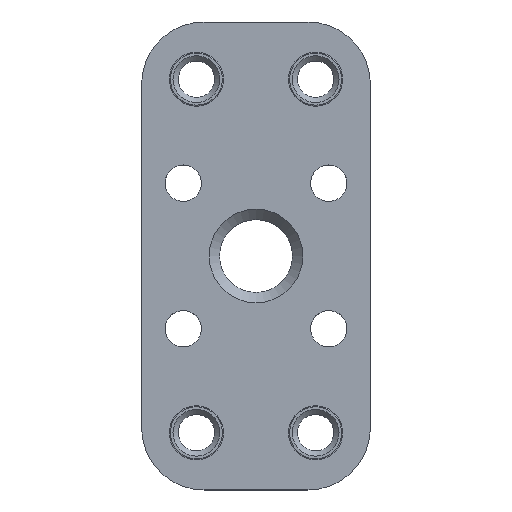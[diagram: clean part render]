
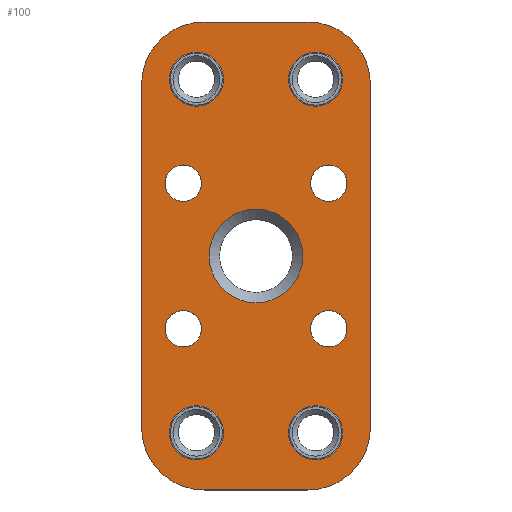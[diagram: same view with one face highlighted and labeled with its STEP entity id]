
A CAD part, top view. The second image highlights one B-rep face of the part: STEP entity #100.
In plain terms, the highlighted planar face has unit normal (0, 0, 1).
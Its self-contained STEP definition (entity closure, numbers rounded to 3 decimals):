
#100=ADVANCED_FACE('',(#243,#244,#245,#246,#247,#248,#249,#250,#251,#252),
#154,.T.);
#154=PLANE('',#894);
#174=LINE('',#1318,#208);
#175=LINE('',#1323,#209);
#176=LINE('',#1327,#210);
#177=LINE('',#1331,#211);
#208=VECTOR('',#1043,1.);
#209=VECTOR('',#1046,1.);
#210=VECTOR('',#1049,1.);
#211=VECTOR('',#1052,1.);
#243=FACE_BOUND('',#325,.T.);
#244=FACE_BOUND('',#326,.T.);
#245=FACE_BOUND('',#327,.T.);
#246=FACE_BOUND('',#328,.T.);
#247=FACE_BOUND('',#329,.T.);
#248=FACE_BOUND('',#330,.T.);
#249=FACE_BOUND('',#331,.T.);
#250=FACE_BOUND('',#332,.T.);
#251=FACE_BOUND('',#333,.T.);
#252=FACE_BOUND('',#334,.T.);
#325=EDGE_LOOP('',(#441));
#326=EDGE_LOOP('',(#442));
#327=EDGE_LOOP('',(#443));
#328=EDGE_LOOP('',(#444));
#329=EDGE_LOOP('',(#445));
#330=EDGE_LOOP('',(#446));
#331=EDGE_LOOP('',(#447));
#332=EDGE_LOOP('',(#448));
#333=EDGE_LOOP('',(#449));
#334=EDGE_LOOP('',(#450,#451,#452,#453,#454,#455,#456,#457));
#441=ORIENTED_EDGE('',*,*,#722,.T.);
#442=ORIENTED_EDGE('',*,*,#723,.T.);
#443=ORIENTED_EDGE('',*,*,#724,.T.);
#444=ORIENTED_EDGE('',*,*,#725,.T.);
#445=ORIENTED_EDGE('',*,*,#726,.T.);
#446=ORIENTED_EDGE('',*,*,#727,.T.);
#447=ORIENTED_EDGE('',*,*,#728,.T.);
#448=ORIENTED_EDGE('',*,*,#729,.T.);
#449=ORIENTED_EDGE('',*,*,#730,.T.);
#450=ORIENTED_EDGE('',*,*,#731,.T.);
#451=ORIENTED_EDGE('',*,*,#732,.T.);
#452=ORIENTED_EDGE('',*,*,#733,.T.);
#453=ORIENTED_EDGE('',*,*,#734,.T.);
#454=ORIENTED_EDGE('',*,*,#735,.T.);
#455=ORIENTED_EDGE('',*,*,#736,.T.);
#456=ORIENTED_EDGE('',*,*,#737,.T.);
#457=ORIENTED_EDGE('',*,*,#738,.T.);
#643=VERTEX_POINT('',#1301);
#644=VERTEX_POINT('',#1303);
#645=VERTEX_POINT('',#1305);
#646=VERTEX_POINT('',#1307);
#647=VERTEX_POINT('',#1309);
#648=VERTEX_POINT('',#1311);
#649=VERTEX_POINT('',#1313);
#650=VERTEX_POINT('',#1315);
#651=VERTEX_POINT('',#1317);
#652=VERTEX_POINT('',#1319);
#653=VERTEX_POINT('',#1320);
#654=VERTEX_POINT('',#1322);
#655=VERTEX_POINT('',#1324);
#656=VERTEX_POINT('',#1326);
#657=VERTEX_POINT('',#1328);
#658=VERTEX_POINT('',#1330);
#659=VERTEX_POINT('',#1332);
#722=EDGE_CURVE('',#643,#643,#815,.T.);
#723=EDGE_CURVE('',#644,#644,#816,.T.);
#724=EDGE_CURVE('',#645,#645,#817,.T.);
#725=EDGE_CURVE('',#646,#646,#818,.T.);
#726=EDGE_CURVE('',#647,#647,#819,.T.);
#727=EDGE_CURVE('',#648,#648,#820,.T.);
#728=EDGE_CURVE('',#649,#649,#821,.T.);
#729=EDGE_CURVE('',#650,#650,#822,.T.);
#730=EDGE_CURVE('',#651,#651,#823,.T.);
#731=EDGE_CURVE('',#652,#653,#174,.T.);
#732=EDGE_CURVE('',#653,#654,#824,.T.);
#733=EDGE_CURVE('',#654,#655,#175,.T.);
#734=EDGE_CURVE('',#655,#656,#825,.T.);
#735=EDGE_CURVE('',#656,#657,#176,.T.);
#736=EDGE_CURVE('',#657,#658,#826,.T.);
#737=EDGE_CURVE('',#658,#659,#177,.T.);
#738=EDGE_CURVE('',#659,#652,#827,.T.);
#815=CIRCLE('',#881,2.6);
#816=CIRCLE('',#882,2.6);
#817=CIRCLE('',#883,2.6);
#818=CIRCLE('',#884,2.6);
#819=CIRCLE('',#885,4.5);
#820=CIRCLE('',#886,1.75);
#821=CIRCLE('',#887,1.75);
#822=CIRCLE('',#888,1.75);
#823=CIRCLE('',#889,1.75);
#824=CIRCLE('',#890,6.);
#825=CIRCLE('',#891,6.);
#826=CIRCLE('',#892,6.);
#827=CIRCLE('',#893,6.);
#881=AXIS2_PLACEMENT_3D('',#1300,#1025,#1026);
#882=AXIS2_PLACEMENT_3D('',#1302,#1027,#1028);
#883=AXIS2_PLACEMENT_3D('',#1304,#1029,#1030);
#884=AXIS2_PLACEMENT_3D('',#1306,#1031,#1032);
#885=AXIS2_PLACEMENT_3D('',#1308,#1033,#1034);
#886=AXIS2_PLACEMENT_3D('',#1310,#1035,#1036);
#887=AXIS2_PLACEMENT_3D('',#1312,#1037,#1038);
#888=AXIS2_PLACEMENT_3D('',#1314,#1039,#1040);
#889=AXIS2_PLACEMENT_3D('',#1316,#1041,#1042);
#890=AXIS2_PLACEMENT_3D('',#1321,#1044,#1045);
#891=AXIS2_PLACEMENT_3D('',#1325,#1047,#1048);
#892=AXIS2_PLACEMENT_3D('',#1329,#1050,#1051);
#893=AXIS2_PLACEMENT_3D('',#1333,#1053,#1054);
#894=AXIS2_PLACEMENT_3D('',#1334,#1055,#1056);
#1025=DIRECTION('',(0.,0.,-1.));
#1026=DIRECTION('',(1.,0.,0.));
#1027=DIRECTION('',(0.,0.,-1.));
#1028=DIRECTION('',(1.,0.,0.));
#1029=DIRECTION('',(0.,0.,-1.));
#1030=DIRECTION('',(1.,0.,0.));
#1031=DIRECTION('',(0.,0.,-1.));
#1032=DIRECTION('',(1.,0.,0.));
#1033=DIRECTION('',(0.,0.,-1.));
#1034=DIRECTION('',(1.,0.,0.));
#1035=DIRECTION('',(0.,0.,-1.));
#1036=DIRECTION('',(1.,0.,0.));
#1037=DIRECTION('',(0.,0.,-1.));
#1038=DIRECTION('',(1.,0.,0.));
#1039=DIRECTION('',(0.,0.,-1.));
#1040=DIRECTION('',(1.,0.,0.));
#1041=DIRECTION('',(0.,0.,-1.));
#1042=DIRECTION('',(1.,0.,0.));
#1043=DIRECTION('',(1.,0.,0.));
#1044=DIRECTION('',(0.,0.,1.));
#1045=DIRECTION('',(1.,0.,0.));
#1046=DIRECTION('',(0.,1.,0.));
#1047=DIRECTION('',(0.,0.,1.));
#1048=DIRECTION('',(1.,0.,0.));
#1049=DIRECTION('',(-1.,0.,0.));
#1050=DIRECTION('',(0.,0.,1.));
#1051=DIRECTION('',(1.,0.,0.));
#1052=DIRECTION('',(0.,-1.,0.));
#1053=DIRECTION('',(0.,0.,1.));
#1054=DIRECTION('',(1.,0.,0.));
#1055=DIRECTION('',(0.,0.,1.));
#1056=DIRECTION('',(1.,0.,0.));
#1300=CARTESIAN_POINT('',(5.733,17.,-23.5));
#1301=CARTESIAN_POINT('',(8.333,17.,-23.5));
#1302=CARTESIAN_POINT('',(-5.733,17.,-23.5));
#1303=CARTESIAN_POINT('',(-3.133,17.,-23.5));
#1304=CARTESIAN_POINT('',(5.733,-17.,-23.5));
#1305=CARTESIAN_POINT('',(8.333,-17.,-23.5));
#1306=CARTESIAN_POINT('',(-5.733,-17.,-23.5));
#1307=CARTESIAN_POINT('',(-3.133,-17.,-23.5));
#1308=CARTESIAN_POINT('',(0.,0.,-23.5));
#1309=CARTESIAN_POINT('',(4.5,0.,-23.5));
#1310=CARTESIAN_POINT('',(7.,7.,-23.5));
#1311=CARTESIAN_POINT('',(8.75,7.,-23.5));
#1312=CARTESIAN_POINT('',(-7.,7.,-23.5));
#1313=CARTESIAN_POINT('',(-5.25,7.,-23.5));
#1314=CARTESIAN_POINT('',(-7.,-7.,-23.5));
#1315=CARTESIAN_POINT('',(-5.25,-7.,-23.5));
#1316=CARTESIAN_POINT('',(7.,-7.,-23.5));
#1317=CARTESIAN_POINT('',(8.75,-7.,-23.5));
#1318=CARTESIAN_POINT('',(-15.758,-22.5,-23.5));
#1319=CARTESIAN_POINT('',(-5.,-22.5,-23.5));
#1320=CARTESIAN_POINT('',(5.,-22.5,-23.5));
#1321=CARTESIAN_POINT('',(5.,-16.5,-23.5));
#1322=CARTESIAN_POINT('',(11.,-16.5,-23.5));
#1323=CARTESIAN_POINT('',(11.,0.,-23.5));
#1324=CARTESIAN_POINT('',(11.,16.5,-23.5));
#1325=CARTESIAN_POINT('',(5.,16.5,-23.5));
#1326=CARTESIAN_POINT('',(5.,22.5,-23.5));
#1327=CARTESIAN_POINT('',(15.758,22.5,-23.5));
#1328=CARTESIAN_POINT('',(-5.,22.5,-23.5));
#1329=CARTESIAN_POINT('',(-5.,16.5,-23.5));
#1330=CARTESIAN_POINT('',(-11.,16.5,-23.5));
#1331=CARTESIAN_POINT('',(-11.,0.,-23.5));
#1332=CARTESIAN_POINT('',(-11.,-16.5,-23.5));
#1333=CARTESIAN_POINT('',(-5.,-16.5,-23.5));
#1334=CARTESIAN_POINT('',(0.,0.,-23.5));
